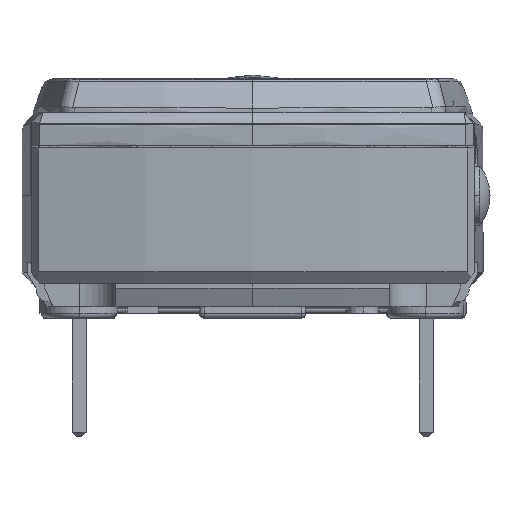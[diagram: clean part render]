
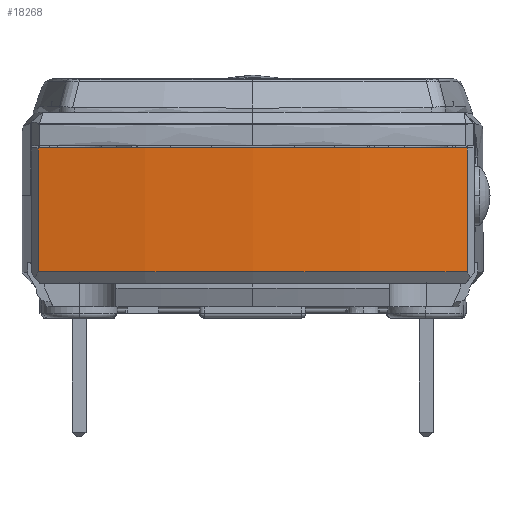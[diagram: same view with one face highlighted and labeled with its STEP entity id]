
A CAD part, front view. The second image highlights one B-rep face of the part: STEP entity #18268.
In plain terms, the highlighted cylindrical face has radius 50 mm (diameter 100 mm), a partial arc.
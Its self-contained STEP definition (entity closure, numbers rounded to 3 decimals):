
#4469=CARTESIAN_POINT('',(0.,50.,6.875));
#4470=DIRECTION('',(0.,0.,-1.));
#4471=DIRECTION('',(0.186,-0.983,0.));
#4472=AXIS2_PLACEMENT_3D('',#4469,#4470,#4471);
#4598=DIRECTION('',(0.,0.,1.));
#4599=VECTOR('',#4598,5.375);
#4600=CARTESIAN_POINT('',(9.3,0.873,1.5));
#4601=LINE('',#4600,#4599);
#4602=CARTESIAN_POINT('',(0.,50.,1.5));
#4603=DIRECTION('',(0.,0.,-1.));
#4604=DIRECTION('',(0.186,-0.983,0.));
#4605=AXIS2_PLACEMENT_3D('',#4602,#4603,#4604);
#4607=DIRECTION('',(0.,0.,-1.));
#4608=VECTOR('',#4607,5.375);
#4609=CARTESIAN_POINT('',(-9.3,0.873,6.875));
#4610=LINE('',#4609,#4608);
#4635=CARTESIAN_POINT('',(9.3,0.873,1.5));
#10414=VERTEX_POINT('',#4635);
#10491=CARTESIAN_POINT('',(9.3,0.873,6.875));
#10492=VERTEX_POINT('',#10491);
#11742=CARTESIAN_POINT('',(-9.3,0.873,6.875));
#11743=CARTESIAN_POINT('',(-9.3,0.873,1.5));
#11744=VERTEX_POINT('',#11742);
#11745=VERTEX_POINT('',#11743);
#18254=CARTESIAN_POINT('',(0.,50.,0.));
#18255=DIRECTION('',(0.,0.,-1.));
#18256=DIRECTION('',(-1.,0.,0.));
#18257=AXIS2_PLACEMENT_3D('',#18254,#18255,#18256);
#18258=CYLINDRICAL_SURFACE('',#18257,50.);
#18259=ORIENTED_EDGE('',*,*,#18177,.F.);
#18261=ORIENTED_EDGE('',*,*,#18260,.F.);
#18263=ORIENTED_EDGE('',*,*,#18262,.T.);
#18265=ORIENTED_EDGE('',*,*,#18264,.F.);
#18266=EDGE_LOOP('',(#18259,#18261,#18263,#18265));
#18267=FACE_OUTER_BOUND('',#18266,.F.);
#4473=CIRCLE('',#4472,50.);
#4606=CIRCLE('',#4605,50.);
#18177=EDGE_CURVE('',#10492,#11744,#4473,.T.);
#18260=EDGE_CURVE('',#10414,#10492,#4601,.T.);
#18262=EDGE_CURVE('',#10414,#11745,#4606,.T.);
#18264=EDGE_CURVE('',#11744,#11745,#4610,.T.);
#18268=ADVANCED_FACE('',(#18267),#18258,.T.);
